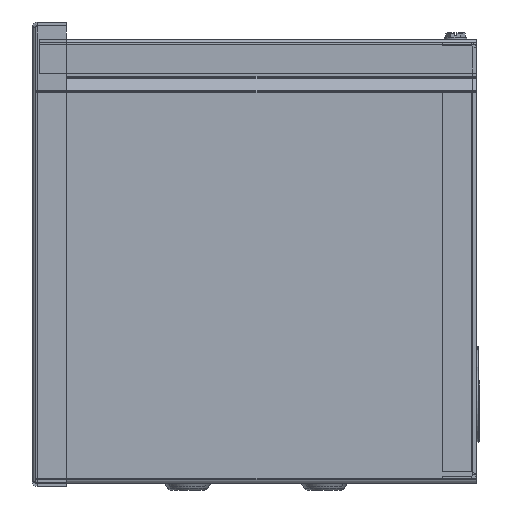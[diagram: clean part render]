
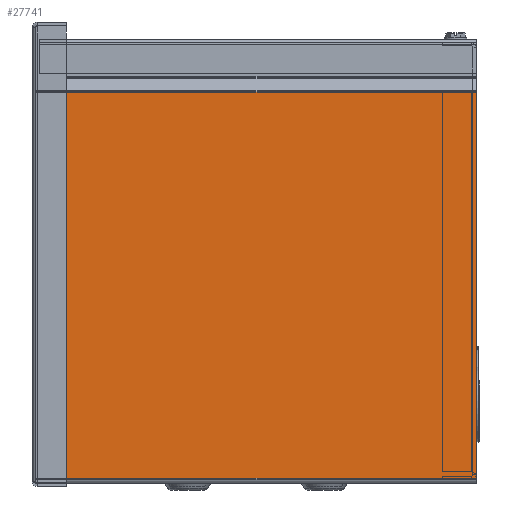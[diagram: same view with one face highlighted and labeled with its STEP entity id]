
A CAD part, left-side view. The second image highlights one B-rep face of the part: STEP entity #27741.
In plain terms, the highlighted planar face has unit normal (-1, 0, 0).
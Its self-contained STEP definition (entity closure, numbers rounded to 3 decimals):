
#1426=LINE('',#40219,#3624);
#1429=LINE('',#40225,#3627);
#1437=LINE('',#40248,#3635);
#1438=LINE('',#40252,#3636);
#3624=VECTOR('',#32439,8.063);
#3627=VECTOR('',#32444,7.061);
#3635=VECTOR('',#32476,8.063);
#3636=VECTOR('',#32483,7.061);
#5801=PLANE('',#29449);
#6831=FACE_OUTER_BOUND('',#8455,.T.);
#8455=EDGE_LOOP('',(#18049,#18050,#18051,#18052));
#11429=VERTEX_POINT('',#40207);
#11430=VERTEX_POINT('',#40211);
#11432=VERTEX_POINT('',#40223);
#11435=VERTEX_POINT('',#40247);
#13945=EDGE_CURVE('',#11429,#11430,#1426,.T.);
#13948=EDGE_CURVE('',#11432,#11430,#1429,.T.);
#13960=EDGE_CURVE('',#11432,#11435,#1437,.T.);
#13963=EDGE_CURVE('',#11429,#11435,#1438,.T.);
#18049=ORIENTED_EDGE('',*,*,#13945,.T.);
#18050=ORIENTED_EDGE('',*,*,#13948,.F.);
#18051=ORIENTED_EDGE('',*,*,#13960,.T.);
#18052=ORIENTED_EDGE('',*,*,#13963,.F.);
#27741=ADVANCED_FACE('',(#6831),#5801,.F.);
#29449=AXIS2_PLACEMENT_3D('',#40260,#32495,#32496);
#32439=DIRECTION('',(0.,1.,0.));
#32444=DIRECTION('',(0.,0.,1.));
#32476=DIRECTION('',(0.,-1.,0.));
#32483=DIRECTION('',(0.,0.,-1.));
#32495=DIRECTION('center_axis',(1.,0.,0.));
#32496=DIRECTION('ref_axis',(0.,0.,-1.));
#40207=CARTESIAN_POINT('',(-30.063,-4.031,7.154));
#40211=CARTESIAN_POINT('',(-30.063,4.031,7.154));
#40219=CARTESIAN_POINT('',(-30.063,2.016,7.154));
#40223=CARTESIAN_POINT('',(-30.063,4.031,0.093));
#40225=CARTESIAN_POINT('',(-30.063,4.031,0.093));
#40247=CARTESIAN_POINT('',(-30.063,-4.031,0.093));
#40248=CARTESIAN_POINT('',(-30.063,0.,0.093));
#40252=CARTESIAN_POINT('',(-30.063,-4.031,-0.044));
#40260=CARTESIAN_POINT('Origin',(-30.063,0.,3.6));
